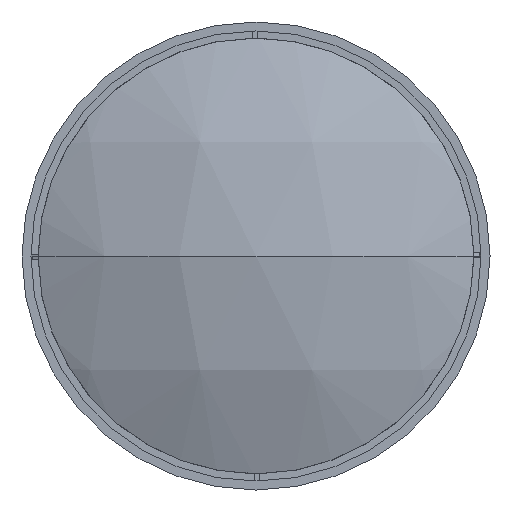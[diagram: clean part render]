
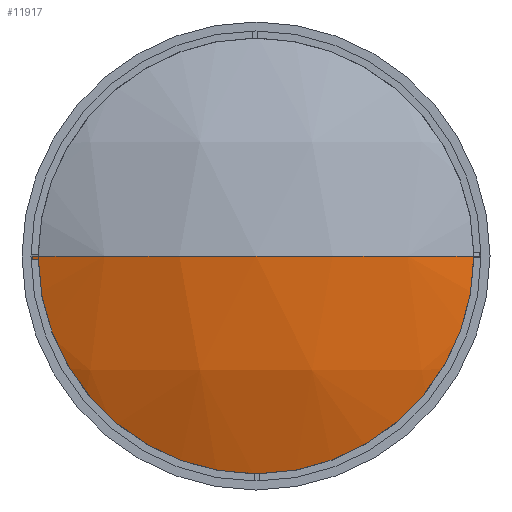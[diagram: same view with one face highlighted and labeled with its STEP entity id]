
A CAD part, left-side view. The second image highlights one B-rep face of the part: STEP entity #11917.
In plain terms, the highlighted spherical face has radius 144.52 mm.
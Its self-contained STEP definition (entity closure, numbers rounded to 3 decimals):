
#1306 = DIRECTION ( 'NONE',  ( 0., 0., -1. ) ) ;
#2527 = ORIENTED_EDGE ( 'NONE', *, *, #9011, .F. ) ;
#3171 = DIRECTION ( 'NONE',  ( 0., 0., 1. ) ) ;
#3420 = EDGE_LOOP ( 'NONE', ( #30065, #21705, #2527 ) ) ;
#6539 = SPHERICAL_SURFACE ( 'NONE', #23285, 144.52 ) ;
#7102 = AXIS2_PLACEMENT_3D ( 'NONE', #15585, #1306, #17985 ) ;
#7330 = CARTESIAN_POINT ( 'NONE',  ( 13.975, 0., 0. ) ) ;
#7510 = DIRECTION ( 'NONE',  ( 0., 0., -1. ) ) ;
#9011 = EDGE_CURVE ( 'NONE', #12638, #22522, #21177, .T. ) ;
#9740 = DIRECTION ( 'NONE',  ( 0., 0., 1. ) ) ;
#11425 = CIRCLE ( 'NONE', #7102, 144.52 ) ;
#11727 = CARTESIAN_POINT ( 'NONE',  ( 0., 0., 0. ) ) ;
#11917 = ADVANCED_FACE ( 'NONE', ( #24826 ), #6539, .T. ) ;
#12638 = VERTEX_POINT ( 'NONE', #23753 ) ;
#13276 = EDGE_CURVE ( 'NONE', #15912, #22522, #11425, .T. ) ;
#13441 = EDGE_CURVE ( 'NONE', #12638, #15912, #29619, .T. ) ;
#15113 = AXIS2_PLACEMENT_3D ( 'NONE', #7330, #24002, #9740 ) ;
#15585 = CARTESIAN_POINT ( 'NONE',  ( 144.52, 0., 0. ) ) ;
#15912 = VERTEX_POINT ( 'NONE', #22793 ) ;
#16875 = CARTESIAN_POINT ( 'NONE',  ( 144.52, 0., 0. ) ) ;
#17465 = CARTESIAN_POINT ( 'NONE',  ( 144.52, 0., 0. ) ) ;
#17985 = DIRECTION ( 'NONE',  ( 0., 1., 0. ) ) ;
#19859 = DIRECTION ( 'NONE',  ( 1., 0., 0. ) ) ;
#19861 = AXIS2_PLACEMENT_3D ( 'NONE', #17465, #3171, #19859 ) ;
#21177 = CIRCLE ( 'NONE', #19861, 144.52 ) ;
#21705 = ORIENTED_EDGE ( 'NONE', *, *, #13276, .T. ) ;
#22522 = VERTEX_POINT ( 'NONE', #11727 ) ;
#22793 = CARTESIAN_POINT ( 'NONE',  ( 13.975, -62., 0. ) ) ;
#23285 = AXIS2_PLACEMENT_3D ( 'NONE', #16875, #7510, #24184 ) ;
#23753 = CARTESIAN_POINT ( 'NONE',  ( 13.975, 62., 0. ) ) ;
#24002 = DIRECTION ( 'NONE',  ( -1., 0., 0. ) ) ;
#24184 = DIRECTION ( 'NONE',  ( 0., 1., 0. ) ) ;
#24826 = FACE_OUTER_BOUND ( 'NONE', #3420, .T. ) ;
#29619 = CIRCLE ( 'NONE', #15113, 62. ) ;
#30065 = ORIENTED_EDGE ( 'NONE', *, *, #13441, .T. ) ;
